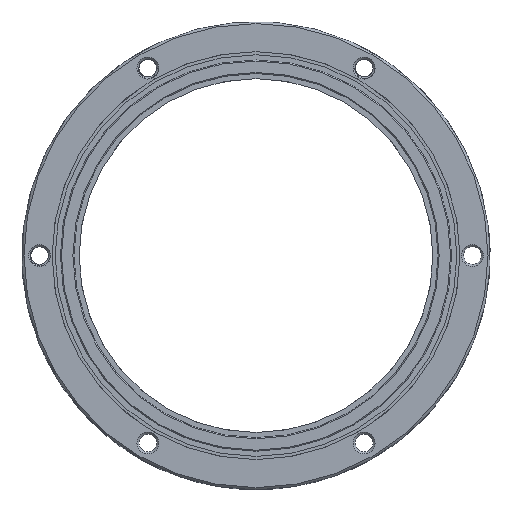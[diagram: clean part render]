
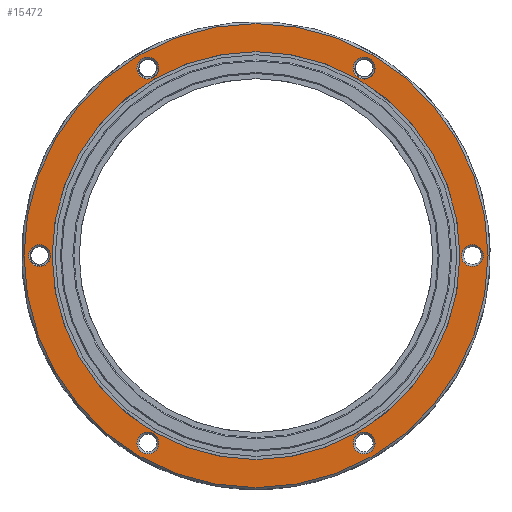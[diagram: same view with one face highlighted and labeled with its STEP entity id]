
A CAD part, left-side view. The second image highlights one B-rep face of the part: STEP entity #15472.
In plain terms, the highlighted planar face has unit normal (-1, 0, 0).
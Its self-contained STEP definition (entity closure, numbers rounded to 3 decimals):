
#219 = AXIS2_PLACEMENT_3D ( 'NONE', #1759, #23876, #21981 ) ;
#1064 = DIRECTION ( 'NONE',  ( 1., 0., 0. ) ) ;
#1189 = AXIS2_PLACEMENT_3D ( 'NONE', #11727, #15507, #23496 ) ;
#1196 = DIRECTION ( 'NONE',  ( 0., 0., -1. ) ) ;
#1344 = EDGE_LOOP ( 'NONE', ( #17670 ) ) ;
#1645 = EDGE_CURVE ( 'NONE', #9352, #9352, #18824, .T. ) ;
#1759 = CARTESIAN_POINT ( 'NONE',  ( 8., -20.8, 0. ) ) ;
#1956 = VERTEX_POINT ( 'NONE', #16602 ) ;
#1983 = EDGE_LOOP ( 'NONE', ( #11871 ) ) ;
#2006 = FACE_BOUND ( 'NONE', #10635, .T. ) ;
#2085 = CARTESIAN_POINT ( 'NONE',  ( 8., 10.4, -19.063 ) ) ;
#2414 = CARTESIAN_POINT ( 'NONE',  ( 8., -10.4, -18.013 ) ) ;
#2481 = EDGE_LOOP ( 'NONE', ( #10606 ) ) ;
#2504 = AXIS2_PLACEMENT_3D ( 'NONE', #2414, #20036, #5745 ) ;
#2559 = AXIS2_PLACEMENT_3D ( 'NONE', #19690, #25362, #23499 ) ;
#3086 = DIRECTION ( 'NONE',  ( 1., 0., 0. ) ) ;
#3090 = CIRCLE ( 'NONE', #21592, 1.05 ) ;
#3314 = CARTESIAN_POINT ( 'NONE',  ( 8., 20.8, -1.05 ) ) ;
#3791 = CIRCLE ( 'NONE', #9858, 1.05 ) ;
#3923 = FACE_BOUND ( 'NONE', #18503, .T. ) ;
#4523 = EDGE_CURVE ( 'NONE', #13655, #13655, #6360, .T. ) ;
#5237 = CARTESIAN_POINT ( 'NONE',  ( 8., -10.4, 18.013 ) ) ;
#5473 = CARTESIAN_POINT ( 'NONE',  ( 8., -10.4, 16.963 ) ) ;
#5745 = DIRECTION ( 'NONE',  ( 0., 0., -1. ) ) ;
#5749 = CARTESIAN_POINT ( 'NONE',  ( 8., 10.4, 16.963 ) ) ;
#5798 = FACE_OUTER_BOUND ( 'NONE', #8184, .T. ) ;
#6360 = CIRCLE ( 'NONE', #1189, 1.05 ) ;
#6686 = CARTESIAN_POINT ( 'NONE',  ( 8., 0., 0. ) ) ;
#7898 = VERTEX_POINT ( 'NONE', #5473 ) ;
#7928 = ORIENTED_EDGE ( 'NONE', *, *, #13106, .T. ) ;
#7934 = ORIENTED_EDGE ( 'NONE', *, *, #4523, .T. ) ;
#8184 = EDGE_LOOP ( 'NONE', ( #15973 ) ) ;
#8224 = FACE_BOUND ( 'NONE', #1344, .T. ) ;
#8284 = EDGE_CURVE ( 'NONE', #15568, #15568, #3090, .T. ) ;
#9164 = DIRECTION ( 'NONE',  ( 0., 0., 1. ) ) ;
#9352 = VERTEX_POINT ( 'NONE', #15685 ) ;
#9858 = AXIS2_PLACEMENT_3D ( 'NONE', #5237, #3086, #19510 ) ;
#10016 = CIRCLE ( 'NONE', #25895, 22.3 ) ;
#10238 = CARTESIAN_POINT ( 'NONE',  ( 8., 22.5, 0. ) ) ;
#10498 = EDGE_CURVE ( 'NONE', #23946, #23946, #11786, .T. ) ;
#10606 = ORIENTED_EDGE ( 'NONE', *, *, #23417, .T. ) ;
#10635 = EDGE_LOOP ( 'NONE', ( #16649 ) ) ;
#11333 = EDGE_CURVE ( 'NONE', #22189, #22189, #24748, .T. ) ;
#11727 = CARTESIAN_POINT ( 'NONE',  ( 8., 10.4, 18.013 ) ) ;
#11786 = CIRCLE ( 'NONE', #219, 1.05 ) ;
#11833 = DIRECTION ( 'NONE',  ( 1., 0., 0. ) ) ;
#11871 = ORIENTED_EDGE ( 'NONE', *, *, #8284, .T. ) ;
#12373 = FACE_BOUND ( 'NONE', #1983, .T. ) ;
#12875 = DIRECTION ( 'NONE',  ( 0., 0., -1. ) ) ;
#13106 = EDGE_CURVE ( 'NONE', #7898, #7898, #3791, .T. ) ;
#13271 = CIRCLE ( 'NONE', #2559, 1.05 ) ;
#13655 = VERTEX_POINT ( 'NONE', #5749 ) ;
#14283 = FACE_BOUND ( 'NONE', #2481, .T. ) ;
#15472 = ADVANCED_FACE ( 'NONE', ( #5798, #14283, #2006, #8224, #3923, #18559, #12373, #24280 ), #24785, .F. ) ;
#15507 = DIRECTION ( 'NONE',  ( 1., 0., 0. ) ) ;
#15568 = VERTEX_POINT ( 'NONE', #3314 ) ;
#15685 = CARTESIAN_POINT ( 'NONE',  ( 8., -10.4, -19.063 ) ) ;
#15963 = CARTESIAN_POINT ( 'NONE',  ( 8., -20.8, -1.05 ) ) ;
#15973 = ORIENTED_EDGE ( 'NONE', *, *, #26561, .T. ) ;
#16602 = CARTESIAN_POINT ( 'NONE',  ( 8., 0., -22.3 ) ) ;
#16649 = ORIENTED_EDGE ( 'NONE', *, *, #1645, .T. ) ;
#17297 = DIRECTION ( 'NONE',  ( -1., 0., 0. ) ) ;
#17670 = ORIENTED_EDGE ( 'NONE', *, *, #10498, .T. ) ;
#18503 = EDGE_LOOP ( 'NONE', ( #7928 ) ) ;
#18559 = FACE_BOUND ( 'NONE', #22089, .T. ) ;
#18628 = VERTEX_POINT ( 'NONE', #2085 ) ;
#18824 = CIRCLE ( 'NONE', #2504, 1.05 ) ;
#18928 = AXIS2_PLACEMENT_3D ( 'NONE', #10238, #11833, #24412 ) ;
#19510 = DIRECTION ( 'NONE',  ( 0., 0., -1. ) ) ;
#19690 = CARTESIAN_POINT ( 'NONE',  ( 8., 10.4, -18.013 ) ) ;
#20036 = DIRECTION ( 'NONE',  ( 1., 0., 0. ) ) ;
#21577 = CARTESIAN_POINT ( 'NONE',  ( 8., 0., 0. ) ) ;
#21592 = AXIS2_PLACEMENT_3D ( 'NONE', #23868, #1064, #1196 ) ;
#21981 = DIRECTION ( 'NONE',  ( 0., 0., -1. ) ) ;
#22089 = EDGE_LOOP ( 'NONE', ( #7934 ) ) ;
#22189 = VERTEX_POINT ( 'NONE', #26227 ) ;
#22516 = ORIENTED_EDGE ( 'NONE', *, *, #11333, .F. ) ;
#23417 = EDGE_CURVE ( 'NONE', #18628, #18628, #13271, .T. ) ;
#23496 = DIRECTION ( 'NONE',  ( 0., 0., -1. ) ) ;
#23499 = DIRECTION ( 'NONE',  ( 0., 0., -1. ) ) ;
#23704 = EDGE_LOOP ( 'NONE', ( #22516 ) ) ;
#23868 = CARTESIAN_POINT ( 'NONE',  ( 8., 20.8, 0. ) ) ;
#23876 = DIRECTION ( 'NONE',  ( 1., 0., 0. ) ) ;
#23946 = VERTEX_POINT ( 'NONE', #15963 ) ;
#24280 = FACE_BOUND ( 'NONE', #23704, .T. ) ;
#24412 = DIRECTION ( 'NONE',  ( 0., 0., -1. ) ) ;
#24748 = CIRCLE ( 'NONE', #25611, 19.6 ) ;
#24785 = PLANE ( 'NONE',  #18928 ) ;
#25362 = DIRECTION ( 'NONE',  ( 1., 0., 0. ) ) ;
#25611 = AXIS2_PLACEMENT_3D ( 'NONE', #21577, #25734, #9164 ) ;
#25734 = DIRECTION ( 'NONE',  ( -1., 0., 0. ) ) ;
#25895 = AXIS2_PLACEMENT_3D ( 'NONE', #6686, #17297, #12875 ) ;
#26227 = CARTESIAN_POINT ( 'NONE',  ( 8., 0., 19.6 ) ) ;
#26561 = EDGE_CURVE ( 'NONE', #1956, #1956, #10016, .T. ) ;
